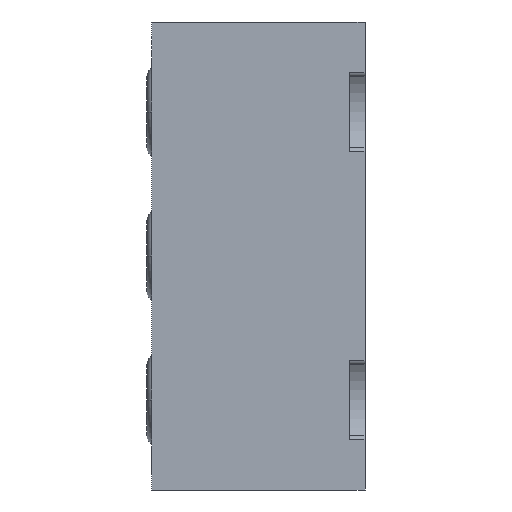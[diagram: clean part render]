
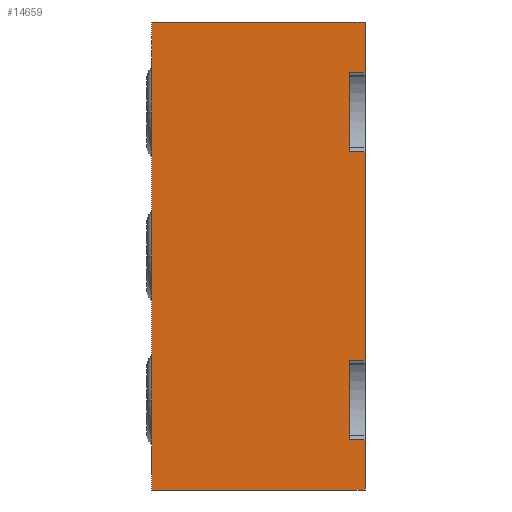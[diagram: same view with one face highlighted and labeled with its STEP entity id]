
A CAD part, front view. The second image highlights one B-rep face of the part: STEP entity #14659.
In plain terms, the highlighted planar face has unit normal (0, -1, 0).
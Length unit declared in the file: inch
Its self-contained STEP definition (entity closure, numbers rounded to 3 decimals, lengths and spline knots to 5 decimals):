
#1498=DIRECTION('',(0.,0.,1.));
#1499=VECTOR('',#1498,0.34791);
#1500=CARTESIAN_POINT('',(0.73,0.,-0.34791));
#1501=LINE('',#1500,#1499);
#1538=DIRECTION('',(0.,0.,1.));
#1539=VECTOR('',#1538,0.34791);
#1540=CARTESIAN_POINT('',(0.73,0.,-3.25));
#1541=LINE('',#1540,#1539);
#1562=DIRECTION('',(0.,0.,1.));
#1563=VECTOR('',#1562,1.44581);
#1564=CARTESIAN_POINT('',(0.73,0.,-2.34791));
#1565=LINE('',#1564,#1563);
#1600=DIRECTION('',(-1.,0.,0.));
#1601=VECTOR('',#1600,0.105);
#1602=CARTESIAN_POINT('',(0.73,0.,-0.90209));
#1603=LINE('',#1602,#1601);
#1634=DIRECTION('',(0.,0.,-1.));
#1635=VECTOR('',#1634,0.55419);
#1636=CARTESIAN_POINT('',(0.625,0.,-2.34791));
#1637=LINE('',#1636,#1635);
#1638=DIRECTION('',(-1.,0.,0.));
#1639=VECTOR('',#1638,1.48);
#1640=CARTESIAN_POINT('',(0.73,0.,-3.25));
#1641=LINE('',#1640,#1639);
#1642=DIRECTION('',(0.,0.,1.));
#1643=VECTOR('',#1642,3.25);
#1644=CARTESIAN_POINT('',(-0.75,0.,-3.25));
#1645=LINE('',#1644,#1643);
#1646=DIRECTION('',(0.,0.,-1.));
#1647=VECTOR('',#1646,0.55419);
#1648=CARTESIAN_POINT('',(0.625,0.,-0.34791));
#1649=LINE('',#1648,#1647);
#1654=DIRECTION('',(1.,0.,0.));
#1655=VECTOR('',#1654,0.105);
#1656=CARTESIAN_POINT('',(0.625,0.,-2.34791));
#1657=LINE('',#1656,#1655);
#1662=DIRECTION('',(-1.,0.,0.));
#1663=VECTOR('',#1662,0.105);
#1664=CARTESIAN_POINT('',(0.73,0.,-2.90209));
#1665=LINE('',#1664,#1663);
#3109=DIRECTION('',(-1.,0.,0.));
#3110=VECTOR('',#3109,1.48);
#3111=CARTESIAN_POINT('',(0.73,0.,0.));
#3112=LINE('',#3111,#3110);
#9917=DIRECTION('',(1.,0.,0.));
#9918=VECTOR('',#9917,0.105);
#9919=CARTESIAN_POINT('',(0.625,0.,-0.34791));
#9920=LINE('',#9919,#9918);
#11148=CARTESIAN_POINT('',(0.625,0.,-0.34791));
#11149=CARTESIAN_POINT('',(0.625,0.,-0.90209));
#11150=VERTEX_POINT('',#11148);
#11151=VERTEX_POINT('',#11149);
#11158=CARTESIAN_POINT('',(0.73,0.,-0.90209));
#11159=VERTEX_POINT('',#11158);
#11160=CARTESIAN_POINT('',(0.73,0.,-2.34791));
#11161=VERTEX_POINT('',#11160);
#11162=CARTESIAN_POINT('',(0.625,0.,-2.34791));
#11163=VERTEX_POINT('',#11162);
#11164=CARTESIAN_POINT('',(0.625,0.,-2.90209));
#11165=VERTEX_POINT('',#11164);
#11166=CARTESIAN_POINT('',(0.73,0.,-2.90209));
#11167=VERTEX_POINT('',#11166);
#11168=CARTESIAN_POINT('',(0.73,0.,-3.25));
#11169=VERTEX_POINT('',#11168);
#11170=CARTESIAN_POINT('',(-0.75,0.,-3.25));
#11171=VERTEX_POINT('',#11170);
#11172=CARTESIAN_POINT('',(-0.75,0.,0.));
#11173=VERTEX_POINT('',#11172);
#11174=CARTESIAN_POINT('',(0.73,0.,0.));
#11175=VERTEX_POINT('',#11174);
#11176=CARTESIAN_POINT('',(0.73,0.,-0.34791));
#11177=VERTEX_POINT('',#11176);
#14633=CARTESIAN_POINT('',(-0.75,0.,0.));
#14634=DIRECTION('',(0.,-1.,0.));
#14635=DIRECTION('',(0.,0.,-1.));
#14636=AXIS2_PLACEMENT_3D('',#14633,#14634,#14635);
#14637=PLANE('',#14636);
#14638=ORIENTED_EDGE('',*,*,#14557,.F.);
#14639=ORIENTED_EDGE('',*,*,#14519,.F.);
#14641=ORIENTED_EDGE('',*,*,#14640,.F.);
#14643=ORIENTED_EDGE('',*,*,#14642,.T.);
#14645=ORIENTED_EDGE('',*,*,#14644,.F.);
#14646=ORIENTED_EDGE('',*,*,#14509,.F.);
#14648=ORIENTED_EDGE('',*,*,#14647,.T.);
#14650=ORIENTED_EDGE('',*,*,#14649,.T.);
#14652=ORIENTED_EDGE('',*,*,#14651,.F.);
#14653=ORIENTED_EDGE('',*,*,#14497,.F.);
#14655=ORIENTED_EDGE('',*,*,#14654,.F.);
#14656=ORIENTED_EDGE('',*,*,#14605,.T.);
#14657=EDGE_LOOP('',(#14638,#14639,#14641,#14643,#14645,#14646,#14648,#14650,
#14652,#14653,#14655,#14656));
#14658=FACE_OUTER_BOUND('',#14657,.F.);
#14497=EDGE_CURVE('',#11177,#11175,#1501,.T.);
#14509=EDGE_CURVE('',#11169,#11167,#1541,.T.);
#14519=EDGE_CURVE('',#11161,#11159,#1565,.T.);
#14557=EDGE_CURVE('',#11159,#11151,#1603,.T.);
#14605=EDGE_CURVE('',#11150,#11151,#1649,.T.);
#14640=EDGE_CURVE('',#11163,#11161,#1657,.T.);
#14642=EDGE_CURVE('',#11163,#11165,#1637,.T.);
#14644=EDGE_CURVE('',#11167,#11165,#1665,.T.);
#14647=EDGE_CURVE('',#11169,#11171,#1641,.T.);
#14649=EDGE_CURVE('',#11171,#11173,#1645,.T.);
#14651=EDGE_CURVE('',#11175,#11173,#3112,.T.);
#14654=EDGE_CURVE('',#11150,#11177,#9920,.T.);
#14659=ADVANCED_FACE('',(#14658),#14637,.T.);
